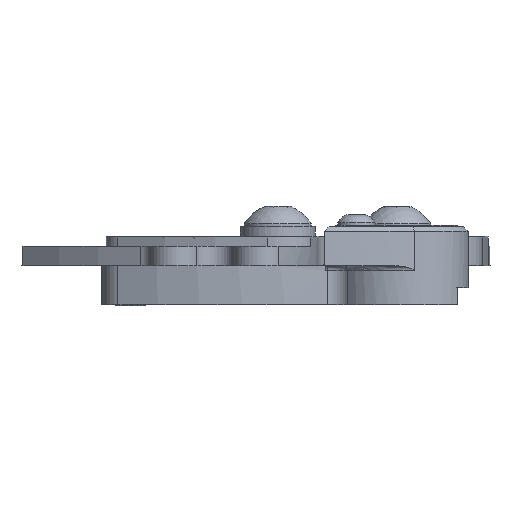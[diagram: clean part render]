
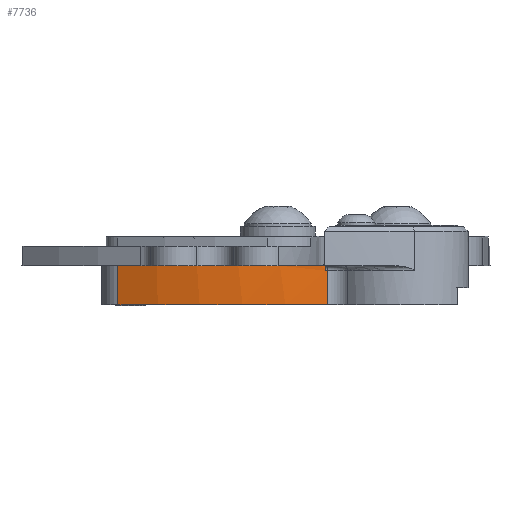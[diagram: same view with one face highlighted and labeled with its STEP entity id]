
A CAD part, left-side view. The second image highlights one B-rep face of the part: STEP entity #7736.
In plain terms, the highlighted cylindrical face has radius 60.629 mm (diameter 121.259 mm), a partial arc.
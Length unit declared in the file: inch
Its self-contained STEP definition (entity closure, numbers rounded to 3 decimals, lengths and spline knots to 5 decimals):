
#129 = CIRCLE ( 'NONE', #2455, 2.38698 ) ;
#133 = LINE ( 'NONE', #1803, #138 ) ;
#138 = VECTOR ( 'NONE', #1812, 39.37008 ) ;
#140 = LINE ( 'NONE', #1821, #145 ) ;
#145 = VECTOR ( 'NONE', #1797, 39.37008 ) ;
#214 = LINE ( 'NONE', #502, #217 ) ;
#217 = VECTOR ( 'NONE', #503, 39.37008 ) ;
#279 = CIRCLE ( 'NONE', #2525, 2.38698 ) ;
#502 = CARTESIAN_POINT ( 'NONE',  ( 4.84939, -7.19249, -5.55818 ) ) ;
#503 = DIRECTION ( 'NONE',  ( 0., 0., -1. ) ) ;
#523 = CARTESIAN_POINT ( 'NONE',  ( 4.86205, -7.19868, -0.34898 ) ) ;
#524 = CARTESIAN_POINT ( 'NONE',  ( 4.8631, -7.19919, -0.34372 ) ) ;
#528 = CARTESIAN_POINT ( 'NONE',  ( 4.86205, -7.19868, -0.35433 ) ) ;
#529 = CARTESIAN_POINT ( 'NONE',  ( 4.86704, -7.2011, -0.33406 ) ) ;
#530 = CARTESIAN_POINT ( 'NONE',  ( 4.86994, -7.20249, -0.32969 ) ) ;
#531 = CARTESIAN_POINT ( 'NONE',  ( 4.87696, -7.20585, -0.32255 ) ) ;
#532 = CARTESIAN_POINT ( 'NONE',  ( 4.88114, -7.20784, -0.31972 ) ) ;
#533 = CARTESIAN_POINT ( 'NONE',  ( 4.89007, -7.21206, -0.31594 ) ) ;
#534 = CARTESIAN_POINT ( 'NONE',  ( 4.89488, -7.21431, -0.31496 ) ) ;
#535 = CARTESIAN_POINT ( 'NONE',  ( 4.89973, -7.21655, -0.31496 ) ) ;
#645 = CARTESIAN_POINT ( 'NONE',  ( 5.90369, -5.05097, -0.31496 ) ) ;
#646 = DIRECTION ( 'NONE',  ( 0., 0., 1. ) ) ;
#647 = DIRECTION ( 'NONE',  ( -1., 0., 0. ) ) ;
#1794 = CARTESIAN_POINT ( 'NONE',  ( 5.90369, -5.05097, -0.27559 ) ) ;
#1795 = DIRECTION ( 'NONE',  ( 0., 0., 1. ) ) ;
#1796 = DIRECTION ( 'NONE',  ( 1., 0., 0. ) ) ;
#1797 = DIRECTION ( 'NONE',  ( 0., 0., 1. ) ) ;
#1803 = CARTESIAN_POINT ( 'NONE',  ( 4.86205, -7.19868, -0.31496 ) ) ;
#1812 = DIRECTION ( 'NONE',  ( 0., 0., 1. ) ) ;
#1821 = CARTESIAN_POINT ( 'NONE',  ( 6.53308, -7.35348, -5.55818 ) ) ;
#2200 = EDGE_CURVE ( 'NONE', #8981, #8228, #129, .T. ) ;
#2204 = EDGE_CURVE ( 'NONE', #8139, #8228, #133, .T. ) ;
#2209 = EDGE_CURVE ( 'NONE', #8978, #8164, #140, .T. ) ;
#2266 = EDGE_CURVE ( 'NONE', #8221, #8981, #214, .T. ) ;
#2274 = EDGE_CURVE ( 'NONE', #8139, #8979, #3019, .T. ) ;
#2315 = EDGE_CURVE ( 'NONE', #8979, #8978, #279, .T. ) ;
#2455 = AXIS2_PLACEMENT_3D ( 'NONE', #1794, #1795, #1796 ) ;
#2525 = AXIS2_PLACEMENT_3D ( 'NONE', #645, #646, #647 ) ;
#3019 = B_SPLINE_CURVE_WITH_KNOTS ( 'NONE', 3,
 ( #528, #523, #524, #529, #530, #531, #532, #533, #534, #535 ),
 .UNSPECIFIED., .F., .F.,
 ( 4, 2, 2, 2, 4 ),
 ( 0., 0.0004, 0.0008, 0.00121, 0.00161 ),
 .UNSPECIFIED. ) ;
#4229 = CARTESIAN_POINT ( 'NONE',  ( 5.90369, -5.05097, -5.55818 ) ) ;
#4232 = DIRECTION ( 'NONE',  ( 1., 0., 0. ) ) ;
#4233 = DIRECTION ( 'NONE',  ( 0., 0., 1. ) ) ;
#4381 = FACE_OUTER_BOUND ( 'NONE', #7294, .T. ) ;
#4387 = CYLINDRICAL_SURFACE ( 'NONE', #8512, 2.38698 ) ;
#4574 = CIRCLE ( 'NONE', #8599, 2.38698 ) ;
#6091 = CARTESIAN_POINT ( 'NONE',  ( 5.90369, -5.05097, 0. ) ) ;
#6092 = DIRECTION ( 'NONE',  ( 0., 0., 1. ) ) ;
#6093 = DIRECTION ( 'NONE',  ( 1., 0., 0. ) ) ;
#6181 = CARTESIAN_POINT ( 'NONE',  ( 4.86205, -7.19868, -0.35433 ) ) ;
#6202 = CARTESIAN_POINT ( 'NONE',  ( 6.53308, -7.35348, 0. ) ) ;
#6229 = CARTESIAN_POINT ( 'NONE',  ( 4.84939, -7.19249, 0. ) ) ;
#6241 = CARTESIAN_POINT ( 'NONE',  ( 4.86205, -7.19868, -0.27559 ) ) ;
#6367 = CARTESIAN_POINT ( 'NONE',  ( 6.53308, -7.35348, -0.31496 ) ) ;
#6368 = CARTESIAN_POINT ( 'NONE',  ( 4.89973, -7.21655, -0.31496 ) ) ;
#6369 = CARTESIAN_POINT ( 'NONE',  ( 4.84939, -7.19249, -0.27559 ) ) ;
#7294 = EDGE_LOOP ( 'NONE', ( #7814, #7847, #7893, #7796, #7805, #7803, #7826 ) ) ;
#7736 = ADVANCED_FACE ( 'NONE', ( #4381 ), #4387, .T. ) ;
#7796 = ORIENTED_EDGE ( 'NONE', *, *, #2274, .T. ) ;
#7803 = ORIENTED_EDGE ( 'NONE', *, *, #2209, .T. ) ;
#7805 = ORIENTED_EDGE ( 'NONE', *, *, #2315, .T. ) ;
#7814 = ORIENTED_EDGE ( 'NONE', *, *, #2266, .T. ) ;
#7826 = ORIENTED_EDGE ( 'NONE', *, *, #8090, .F. ) ;
#7847 = ORIENTED_EDGE ( 'NONE', *, *, #2200, .T. ) ;
#7893 = ORIENTED_EDGE ( 'NONE', *, *, #2204, .F. ) ;
#8090 = EDGE_CURVE ( 'NONE', #8221, #8164, #4574, .T. ) ;
#8139 = VERTEX_POINT ( 'NONE', #6181 ) ;
#8164 = VERTEX_POINT ( 'NONE', #6202 ) ;
#8221 = VERTEX_POINT ( 'NONE', #6229 ) ;
#8228 = VERTEX_POINT ( 'NONE', #6241 ) ;
#8512 = AXIS2_PLACEMENT_3D ( 'NONE', #4229, #4233, #4232 ) ;
#8599 = AXIS2_PLACEMENT_3D ( 'NONE', #6091, #6092, #6093 ) ;
#8978 = VERTEX_POINT ( 'NONE', #6367 ) ;
#8979 = VERTEX_POINT ( 'NONE', #6368 ) ;
#8981 = VERTEX_POINT ( 'NONE', #6369 ) ;
